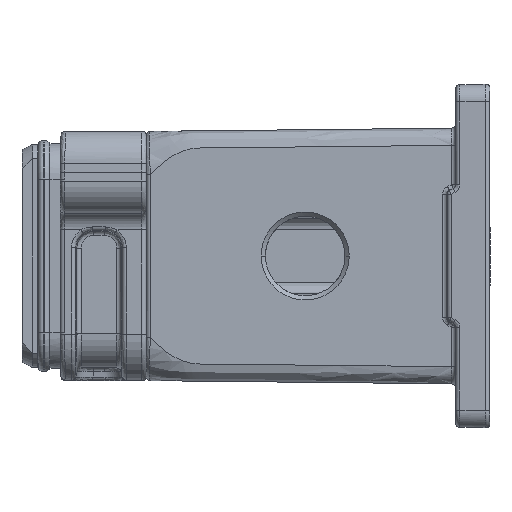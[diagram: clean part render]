
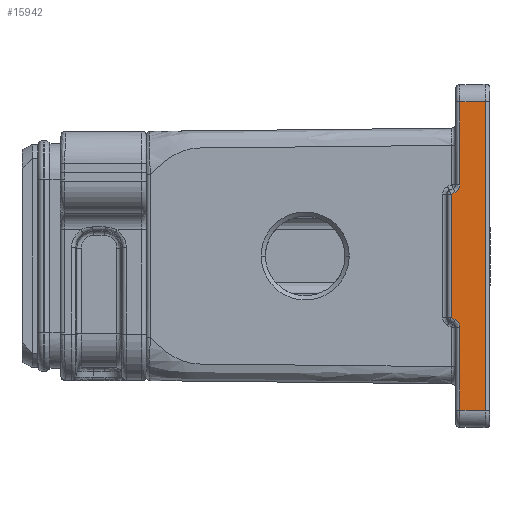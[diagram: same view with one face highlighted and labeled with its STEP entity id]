
A CAD part, left-side view. The second image highlights one B-rep face of the part: STEP entity #15942.
In plain terms, the highlighted planar face has unit normal (-1, 0.018, 0).
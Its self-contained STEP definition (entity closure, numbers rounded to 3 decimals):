
#9312 = VERTEX_POINT ( 'NONE', #29292 ) ;
#9313 = VERTEX_POINT ( 'NONE', #29293 ) ;
#9391 = VERTEX_POINT ( 'NONE', #29371 ) ;
#9392 = VERTEX_POINT ( 'NONE', #29372 ) ;
#9393 = VERTEX_POINT ( 'NONE', #29373 ) ;
#9394 = VERTEX_POINT ( 'NONE', #29374 ) ;
#9395 = VERTEX_POINT ( 'NONE', #29375 ) ;
#9396 = VERTEX_POINT ( 'NONE', #29376 ) ;
#9397 = VERTEX_POINT ( 'NONE', #29377 ) ;
#9398 = VERTEX_POINT ( 'NONE', #29378 ) ;
#10361 = ORIENTED_EDGE ( 'NONE', *, *, #16186, .T. ) ;
#10363 = ORIENTED_EDGE ( 'NONE', *, *, #16187, .T. ) ;
#10364 = ORIENTED_EDGE ( 'NONE', *, *, #16184, .T. ) ;
#10365 = ORIENTED_EDGE ( 'NONE', *, *, #16189, .T. ) ;
#10366 = ORIENTED_EDGE ( 'NONE', *, *, #16191, .T. ) ;
#10367 = ORIENTED_EDGE ( 'NONE', *, *, #16193, .T. ) ;
#10368 = ORIENTED_EDGE ( 'NONE', *, *, #16196, .T. ) ;
#10369 = ORIENTED_EDGE ( 'NONE', *, *, #16198, .T. ) ;
#10370 = ORIENTED_EDGE ( 'NONE', *, *, #15979, .F. ) ;
#10371 = ORIENTED_EDGE ( 'NONE', *, *, #16200, .T. ) ;
#15942 = ADVANCED_FACE ( 'NONE', ( #20969 ), #38336, .T. ) ;
#15979 = EDGE_CURVE ( 'NONE', #9313, #9312, #38537, .T. ) ;
#16184 = EDGE_CURVE ( 'NONE', #9392, #9393, #39701, .T. ) ;
#16186 = EDGE_CURVE ( 'NONE', #9391, #9392, #39704, .T. ) ;
#16187 = EDGE_CURVE ( 'NONE', #9393, #9394, #39707, .T. ) ;
#16189 = EDGE_CURVE ( 'NONE', #9394, #9395, #21162, .T. ) ;
#16191 = EDGE_CURVE ( 'NONE', #9395, #9396, #39720, .T. ) ;
#16193 = EDGE_CURVE ( 'NONE', #9396, #9397, #39723, .T. ) ;
#16196 = EDGE_CURVE ( 'NONE', #9397, #9398, #39726, .T. ) ;
#16198 = EDGE_CURVE ( 'NONE', #9398, #9312, #39729, .T. ) ;
#16200 = EDGE_CURVE ( 'NONE', #9313, #9391, #21163, .T. ) ;
#20969 = FACE_OUTER_BOUND ( 'NONE', #36091, .T. ) ;
#20978 = AXIS2_PLACEMENT_3D ( 'NONE', #38337, #38338, #38339 ) ;
#21008 = VECTOR ( 'NONE', #38539, 1000. ) ;
#21162 = B_SPLINE_CURVE_WITH_KNOTS ( 'NONE', 3,
 ( #39694, #39710, #39711, #39712, #39713, #39714, #39715, #39716, #39717, #39718 ),
 .UNSPECIFIED., .F., .F.,
 ( 4, 2, 2, 2, 4 ),
 ( 0., 0.25, 0.5, 0.75, 1. ),
 .UNSPECIFIED. ) ;
#21163 = B_SPLINE_CURVE_WITH_KNOTS ( 'NONE', 3,
 ( #39719, #39732, #39733, #39734, #39735, #39736, #39737, #39738, #39739, #39740 ),
 .UNSPECIFIED., .F., .F.,
 ( 4, 2, 2, 2, 4 ),
 ( 0., 0.25, 0.5, 0.75, 1. ),
 .UNSPECIFIED. ) ;
#21564 = VECTOR ( 'NONE', #39703, 1000. ) ;
#21565 = VECTOR ( 'NONE', #39706, 1000. ) ;
#21566 = VECTOR ( 'NONE', #39709, 1000. ) ;
#21567 = VECTOR ( 'NONE', #39722, 1000. ) ;
#21568 = VECTOR ( 'NONE', #39725, 1000. ) ;
#21569 = VECTOR ( 'NONE', #39728, 1000. ) ;
#21570 = VECTOR ( 'NONE', #39731, 1000. ) ;
#29292 = CARTESIAN_POINT ( 'NONE',  ( -84.377, 7.017, 35.878 ) ) ;
#29293 = CARTESIAN_POINT ( 'NONE',  ( -84.378, 7.017, 16.618 ) ) ;
#29371 = CARTESIAN_POINT ( 'NONE',  ( -84.358, 8.123, 14.829 ) ) ;
#29372 = CARTESIAN_POINT ( 'NONE',  ( -84.343, 9.017, 14.382 ) ) ;
#29373 = CARTESIAN_POINT ( 'NONE',  ( -84.343, 9.017, -14.382 ) ) ;
#29374 = CARTESIAN_POINT ( 'NONE',  ( -84.358, 8.123, -14.829 ) ) ;
#29375 = CARTESIAN_POINT ( 'NONE',  ( -84.378, 7.017, -16.618 ) ) ;
#29376 = CARTESIAN_POINT ( 'NONE',  ( -84.377, 7.017, -35.878 ) ) ;
#29377 = CARTESIAN_POINT ( 'NONE',  ( -84.482, 1.017, -35.983 ) ) ;
#29378 = CARTESIAN_POINT ( 'NONE',  ( -84.482, 1.017, 35.983 ) ) ;
#36091 = EDGE_LOOP ( 'NONE', ( #10361, #10364, #10363, #10365, #10366, #10367, #10368, #10369, #10370, #10371 ) ) ;
#38336 = PLANE ( 'NONE',  #20978 ) ;
#38337 = CARTESIAN_POINT ( 'NONE',  ( -84.5, 0., -43.44 ) ) ;
#38338 = DIRECTION ( 'NONE',  ( -1., 0.017, 0. ) ) ;
#38339 = DIRECTION ( 'NONE',  ( -0.017, -1., 0. ) ) ;
#38537 = LINE ( 'NONE', #38538, #21008 ) ;
#38538 = CARTESIAN_POINT ( 'NONE',  ( -84.378, 7.017, -36.298 ) ) ;
#38539 = DIRECTION ( 'NONE',  ( 0., 0., 1. ) ) ;
#39694 = CARTESIAN_POINT ( 'NONE',  ( -84.358, 8.123, -14.829 ) ) ;
#39701 = LINE ( 'NONE', #39702, #21564 ) ;
#39702 = CARTESIAN_POINT ( 'NONE',  ( -84.343, 9.017, -43.44 ) ) ;
#39703 = DIRECTION ( 'NONE',  ( 0., 0., -1. ) ) ;
#39704 = LINE ( 'NONE', #39705, #21565 ) ;
#39705 = CARTESIAN_POINT ( 'NONE',  ( -84.358, 8.123, 14.829 ) ) ;
#39706 = DIRECTION ( 'NONE',  ( 0.016, 0.894, -0.447 ) ) ;
#39707 = LINE ( 'NONE', #39708, #21566 ) ;
#39708 = CARTESIAN_POINT ( 'NONE',  ( -84.343, 9.017, -14.382 ) ) ;
#39709 = DIRECTION ( 'NONE',  ( -0.016, -0.894, -0.447 ) ) ;
#39710 = CARTESIAN_POINT ( 'NONE',  ( -84.361, 7.953, -14.916 ) ) ;
#39711 = CARTESIAN_POINT ( 'NONE',  ( -84.364, 7.8, -15.02 ) ) ;
#39712 = CARTESIAN_POINT ( 'NONE',  ( -84.369, 7.531, -15.266 ) ) ;
#39713 = CARTESIAN_POINT ( 'NONE',  ( -84.371, 7.414, -15.409 ) ) ;
#39714 = CARTESIAN_POINT ( 'NONE',  ( -84.374, 7.218, -15.725 ) ) ;
#39715 = CARTESIAN_POINT ( 'NONE',  ( -84.375, 7.144, -15.892 ) ) ;
#39716 = CARTESIAN_POINT ( 'NONE',  ( -84.377, 7.043, -16.248 ) ) ;
#39717 = CARTESIAN_POINT ( 'NONE',  ( -84.377, 7.019, -16.428 ) ) ;
#39718 = CARTESIAN_POINT ( 'NONE',  ( -84.378, 7.017, -16.618 ) ) ;
#39719 = CARTESIAN_POINT ( 'NONE',  ( -84.378, 7.017, 16.618 ) ) ;
#39720 = LINE ( 'NONE', #39721, #21567 ) ;
#39721 = CARTESIAN_POINT ( 'NONE',  ( -84.378, 7.017, -43.44 ) ) ;
#39722 = DIRECTION ( 'NONE',  ( 0., 0., -1. ) ) ;
#39723 = LINE ( 'NONE', #39724, #21568 ) ;
#39724 = CARTESIAN_POINT ( 'NONE',  ( -84.378, 7.017, -35.878 ) ) ;
#39725 = DIRECTION ( 'NONE',  ( -0.017, -1., -0.017 ) ) ;
#39726 = LINE ( 'NONE', #39727, #21569 ) ;
#39727 = CARTESIAN_POINT ( 'NONE',  ( -84.482, 1.017, -43.44 ) ) ;
#39728 = DIRECTION ( 'NONE',  ( 0., 0., 1. ) ) ;
#39729 = LINE ( 'NONE', #39730, #21570 ) ;
#39730 = CARTESIAN_POINT ( 'NONE',  ( -84.482, 1.017, 35.983 ) ) ;
#39731 = DIRECTION ( 'NONE',  ( 0.017, 1., -0.017 ) ) ;
#39732 = CARTESIAN_POINT ( 'NONE',  ( -84.377, 7.019, 16.427 ) ) ;
#39733 = CARTESIAN_POINT ( 'NONE',  ( -84.377, 7.044, 16.244 ) ) ;
#39734 = CARTESIAN_POINT ( 'NONE',  ( -84.375, 7.144, 15.893 ) ) ;
#39735 = CARTESIAN_POINT ( 'NONE',  ( -84.374, 7.219, 15.725 ) ) ;
#39736 = CARTESIAN_POINT ( 'NONE',  ( -84.371, 7.414, 15.408 ) ) ;
#39737 = CARTESIAN_POINT ( 'NONE',  ( -84.369, 7.531, 15.267 ) ) ;
#39738 = CARTESIAN_POINT ( 'NONE',  ( -84.364, 7.804, 15.018 ) ) ;
#39739 = CARTESIAN_POINT ( 'NONE',  ( -84.361, 7.954, 14.915 ) ) ;
#39740 = CARTESIAN_POINT ( 'NONE',  ( -84.358, 8.123, 14.829 ) ) ;
